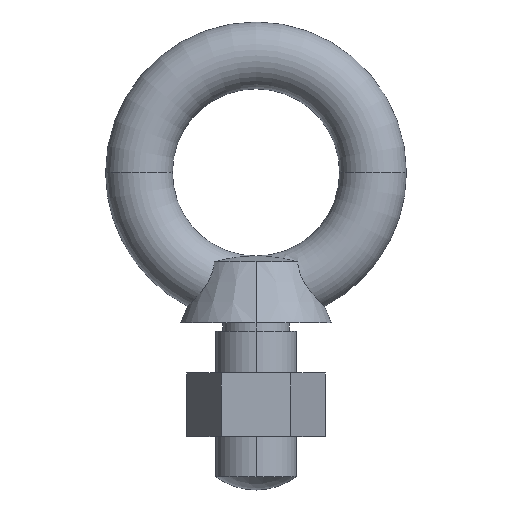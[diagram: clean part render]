
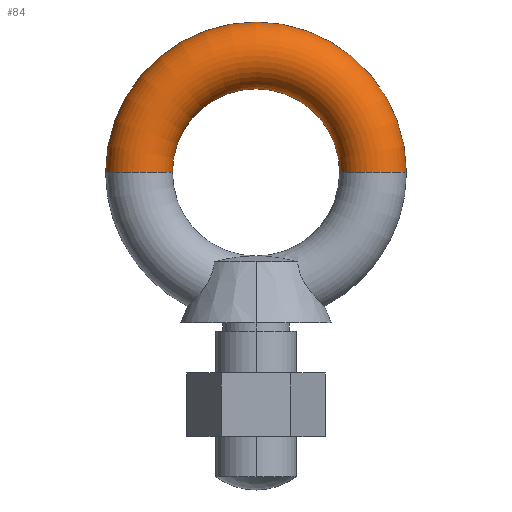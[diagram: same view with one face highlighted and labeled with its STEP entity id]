
A CAD part, top view. The second image highlights one B-rep face of the part: STEP entity #84.
In plain terms, the highlighted toroidal (fillet/blend) face has major radius 35 mm and minor radius 10 mm.
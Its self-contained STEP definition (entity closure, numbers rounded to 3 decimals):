
#7 = VERTEX_POINT ( 'NONE', #488 ) ;
#11 = VERTEX_POINT ( 'NONE', #526 ) ;
#15 = EDGE_CURVE ( 'NONE', #11, #43, #407, .T. ) ;
#18 = EDGE_CURVE ( 'NONE', #7, #34, #323, .T. ) ;
#34 = VERTEX_POINT ( 'NONE', #468 ) ;
#43 = VERTEX_POINT ( 'NONE', #552 ) ;
#84 = ADVANCED_FACE ( 'NONE', ( #656 ), #723, .T. ) ;
#85 = EDGE_LOOP ( 'NONE', ( #86, #87, #89, #90 ) ) ;
#86 = ORIENTED_EDGE ( 'NONE', *, *, #15, .F. ) ;
#87 = ORIENTED_EDGE ( 'NONE', *, *, #88, .F. ) ;
#88 = EDGE_CURVE ( 'NONE', #7, #11, #686, .T. ) ;
#89 = ORIENTED_EDGE ( 'NONE', *, *, #18, .T. ) ;
#90 = ORIENTED_EDGE ( 'NONE', *, *, #157, .T. ) ;
#157 = EDGE_CURVE ( 'NONE', #34, #43, #709, .T. ) ;
#320 = DIRECTION ( 'NONE',  ( -1., 0., 0. ) ) ;
#321 = DIRECTION ( 'NONE',  ( 0., 0., -1. ) ) ;
#322 = AXIS2_PLACEMENT_3D ( 'NONE', #474, #321, #320 ) ;
#323 = CIRCLE ( 'NONE', #322, 25. ) ;
#403 = DIRECTION ( 'NONE',  ( -1., 0., 0. ) ) ;
#404 = DIRECTION ( 'NONE',  ( 0., 0., -1. ) ) ;
#405 = CARTESIAN_POINT ( 'NONE',  ( 0., 0., 0. ) ) ;
#406 = AXIS2_PLACEMENT_3D ( 'NONE', #405, #404, #403 ) ;
#407 = CIRCLE ( 'NONE', #406, 45. ) ;
#468 = CARTESIAN_POINT ( 'NONE',  ( 25., 0., 0. ) ) ;
#474 = CARTESIAN_POINT ( 'NONE',  ( 0., 0., 0. ) ) ;
#488 = CARTESIAN_POINT ( 'NONE',  ( -25., 0., 0. ) ) ;
#526 = CARTESIAN_POINT ( 'NONE',  ( -45., 0., 0. ) ) ;
#552 = CARTESIAN_POINT ( 'NONE',  ( 45., 0., 0. ) ) ;
#656 = FACE_OUTER_BOUND ( 'NONE', #85, .T. ) ;
#682 = DIRECTION ( 'NONE',  ( 0., 0., -1. ) ) ;
#683 = DIRECTION ( 'NONE',  ( 0., -1., 0. ) ) ;
#684 = CARTESIAN_POINT ( 'NONE',  ( -35., 0., 0. ) ) ;
#685 = AXIS2_PLACEMENT_3D ( 'NONE', #684, #683, #682 ) ;
#686 = CIRCLE ( 'NONE', #685, 10. ) ;
#706 = DIRECTION ( 'NONE',  ( -1., 0., 0. ) ) ;
#707 = DIRECTION ( 'NONE',  ( 0., 1., 0. ) ) ;
#708 = AXIS2_PLACEMENT_3D ( 'NONE', #714, #707, #706 ) ;
#709 = CIRCLE ( 'NONE', #708, 10. ) ;
#714 = CARTESIAN_POINT ( 'NONE',  ( 35., 0., 0. ) ) ;
#719 = DIRECTION ( 'NONE',  ( -1., 0., 0. ) ) ;
#720 = DIRECTION ( 'NONE',  ( 0., 0., -1. ) ) ;
#721 = CARTESIAN_POINT ( 'NONE',  ( 0., 0., 0. ) ) ;
#722 = AXIS2_PLACEMENT_3D ( 'NONE', #721, #720, #719 ) ;
#723 = TOROIDAL_SURFACE ( 'NONE', #722, 35., 10. ) ;
